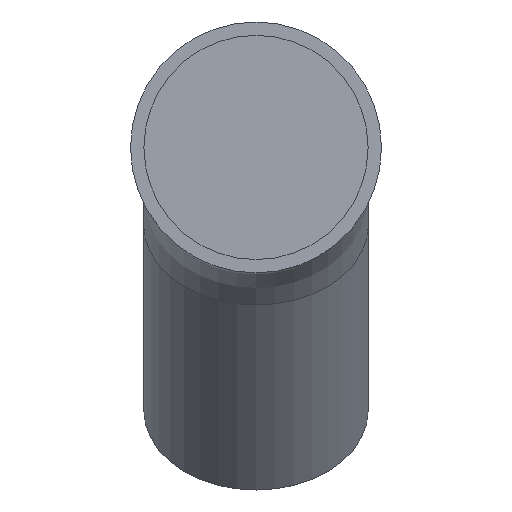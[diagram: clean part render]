
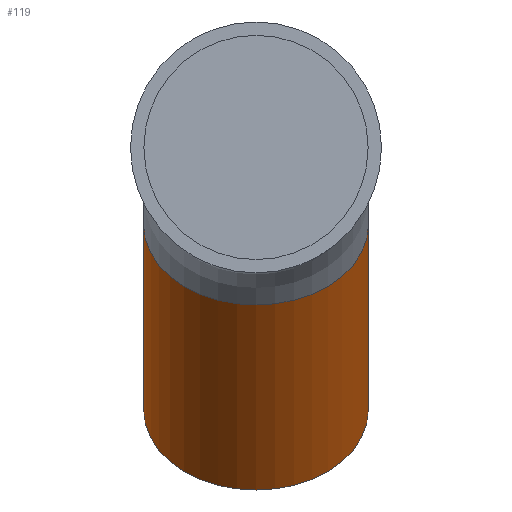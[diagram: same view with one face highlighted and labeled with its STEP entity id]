
A CAD part, front view. The second image highlights one B-rep face of the part: STEP entity #119.
In plain terms, the highlighted cylindrical face has radius 21 mm (diameter 42 mm), a full revolution.
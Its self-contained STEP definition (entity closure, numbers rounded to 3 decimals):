
#25=CYLINDRICAL_SURFACE('',#150,21.);
#41=ORIENTED_EDGE('',*,*,#52,.T.);
#42=ORIENTED_EDGE('',*,*,#51,.F.);
#51=EDGE_CURVE('',#60,#60,#69,.T.);
#52=EDGE_CURVE('',#61,#61,#70,.T.);
#60=VERTEX_POINT('',#217);
#61=VERTEX_POINT('',#220);
#69=CIRCLE('',#149,21.);
#70=CIRCLE('',#151,21.);
#86=EDGE_LOOP('',(#41));
#87=EDGE_LOOP('',(#42));
#104=FACE_BOUND('',#86,.T.);
#105=FACE_BOUND('',#87,.T.);
#119=ADVANCED_FACE('',(#104,#105),#25,.T.);
#149=AXIS2_PLACEMENT_3D('',#216,#185,#186);
#150=AXIS2_PLACEMENT_3D('',#218,#187,#188);
#151=AXIS2_PLACEMENT_3D('',#219,#189,#190);
#185=DIRECTION('',(0.,-0.707,0.707));
#186=DIRECTION('',(0.,-0.707,-0.707));
#187=DIRECTION('',(0.,-0.707,0.707));
#188=DIRECTION('',(0.,-0.707,-0.707));
#189=DIRECTION('',(0.,-0.707,0.707));
#190=DIRECTION('',(0.,-0.707,-0.707));
#216=CARTESIAN_POINT('',(0.,35.355,-14.645));
#217=CARTESIAN_POINT('',(0.,20.506,-29.494));
#218=CARTESIAN_POINT('',(0.,70.004,-49.293));
#219=CARTESIAN_POINT('',(0.,70.004,-49.293));
#220=CARTESIAN_POINT('',(0.,55.154,-64.142));
